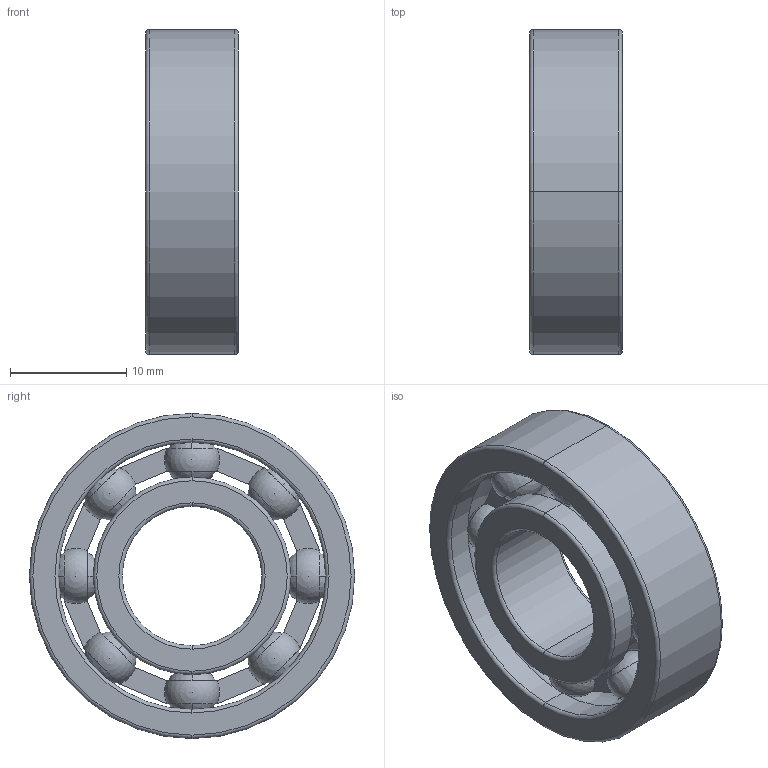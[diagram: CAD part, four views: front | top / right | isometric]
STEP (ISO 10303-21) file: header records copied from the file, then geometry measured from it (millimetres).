
FILE_DESCRIPTION (( 'STEP AP214' ), '1' );
FILE_NAME ('6001 open.STEP', '2021-09-21T08:24:53', ( '' ), ( '' ), 'SwSTEP 2.0', 'SolidWorks 2021', '' );
FILE_SCHEMA (( 'AUTOMOTIVE_DESIGN' ));
Length unit declared in the file: millimetre
Products named in the file (1): 6001 open
Bounding box: 8 x 28 x 28 mm (x, y, z)
Volume: 2699.3 mm3; surface area: 3751.6 mm2
Topology: 26 solids, 26 shells, 315 faces, 836 edges, 546 vertices
Faces by surface type: plane 144, bspline 73, sphere 48, cylinder 28, torus 22
Entity records: 12835 total; most frequent: CARTESIAN_POINT 5715, ORIENTED_EDGE 1432, DIRECTION 1264, EDGE_CURVE 716, VERTEX_POINT 474, AXIS2_PLACEMENT_3D 451, LINE 362, VECTOR 362
